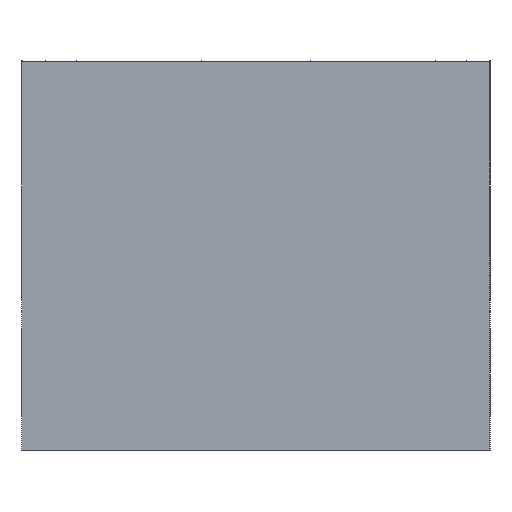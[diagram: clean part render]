
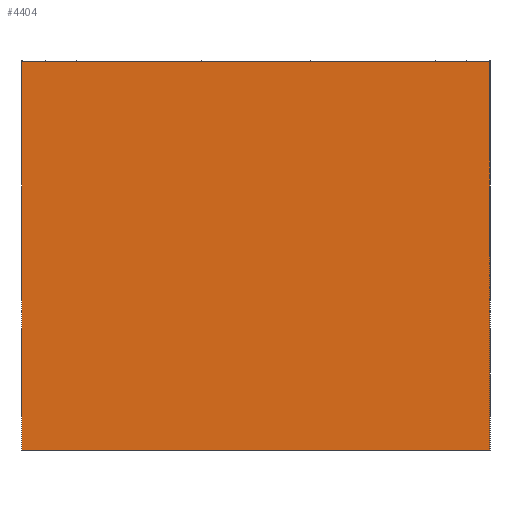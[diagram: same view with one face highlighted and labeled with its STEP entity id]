
A CAD part, left-side view. The second image highlights one B-rep face of the part: STEP entity #4404.
In plain terms, the highlighted planar face has unit normal (-1, 0, 0).
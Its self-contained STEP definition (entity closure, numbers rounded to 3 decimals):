
#69=PLANE('',#4724);
#391=FACE_OUTER_BOUND('',#652,.T.);
#652=EDGE_LOOP('',(#3894,#3895,#3896,#3897));
#1252=LINE('',#18249,#1489);
#1258=LINE('',#18261,#1495);
#1260=LINE('',#18264,#1497);
#1263=LINE('',#18269,#1500);
#1489=VECTOR('',#5550,10.);
#1495=VECTOR('',#5560,10.);
#1497=VECTOR('',#5564,10.);
#1500=VECTOR('',#5569,10.);
#1922=VERTEX_POINT('',#18246);
#1923=VERTEX_POINT('',#18248);
#1926=VERTEX_POINT('',#18258);
#1927=VERTEX_POINT('',#18260);
#2586=EDGE_CURVE('',#1923,#1922,#1252,.T.);
#2592=EDGE_CURVE('',#1927,#1926,#1258,.T.);
#2594=EDGE_CURVE('',#1926,#1923,#1260,.T.);
#2597=EDGE_CURVE('',#1922,#1927,#1263,.T.);
#3894=ORIENTED_EDGE('',*,*,#2586,.T.);
#3895=ORIENTED_EDGE('',*,*,#2597,.T.);
#3896=ORIENTED_EDGE('',*,*,#2592,.T.);
#3897=ORIENTED_EDGE('',*,*,#2594,.T.);
#4404=ADVANCED_FACE('',(#391),#69,.T.);
#4724=AXIS2_PLACEMENT_3D('',#18268,#5567,#5568);
#5550=DIRECTION('',(0.,0.,-1.));
#5560=DIRECTION('',(0.,0.,1.));
#5564=DIRECTION('',(0.,1.,0.));
#5567=DIRECTION('center_axis',(-1.,0.,0.));
#5568=DIRECTION('ref_axis',(0.,0.,1.));
#5569=DIRECTION('',(0.,-1.,0.));
#18246=CARTESIAN_POINT('',(-67.5,15.,-12.5));
#18248=CARTESIAN_POINT('',(-67.5,15.,12.5));
#18249=CARTESIAN_POINT('',(-67.5,15.,12.5));
#18258=CARTESIAN_POINT('',(-67.5,-15.,12.5));
#18260=CARTESIAN_POINT('',(-67.5,-15.,-12.5));
#18261=CARTESIAN_POINT('',(-67.5,-15.,-12.5));
#18264=CARTESIAN_POINT('',(-67.5,-15.,12.5));
#18268=CARTESIAN_POINT('Origin',(-67.5,0.,0.));
#18269=CARTESIAN_POINT('',(-67.5,15.,-12.5));
